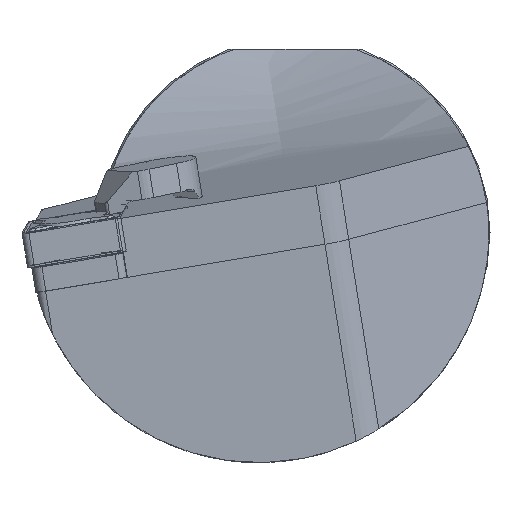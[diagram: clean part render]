
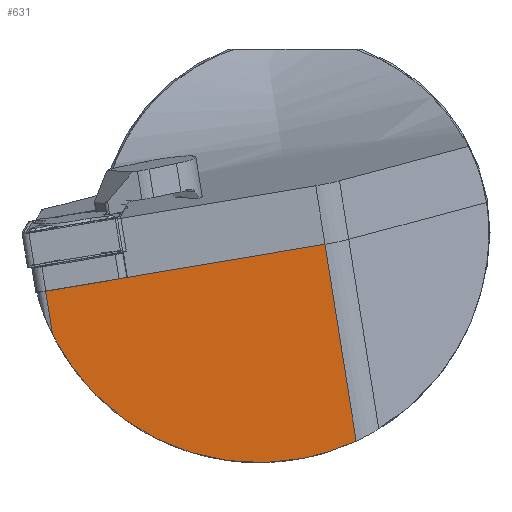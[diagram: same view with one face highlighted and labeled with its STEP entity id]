
A CAD part, left-side view. The second image highlights one B-rep face of the part: STEP entity #631.
In plain terms, the highlighted planar face has unit normal (-0.991, -0.102, -0.089).
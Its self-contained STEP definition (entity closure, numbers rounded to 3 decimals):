
#575=ELLIPSE('',#2712,29.774,29.5);
#631=ADVANCED_FACE('',(#826),#754,.F.);
#754=PLANE('',#2713);
#826=FACE_OUTER_BOUND('',#943,.T.);
#943=EDGE_LOOP('',(#1475,#1476,#1477,#1478,#1479,#1480));
#1073=LINE('',#3553,#1261);
#1089=LINE('',#3612,#1277);
#1090=LINE('',#3614,#1278);
#1091=LINE('',#3616,#1279);
#1092=LINE('',#3620,#1280);
#1261=VECTOR('',#2929,1.);
#1277=VECTOR('',#2957,1.);
#1278=VECTOR('',#2958,1.);
#1279=VECTOR('',#2959,1.);
#1280=VECTOR('',#2962,1.);
#1475=ORIENTED_EDGE('',*,*,#2325,.F.);
#1476=ORIENTED_EDGE('',*,*,#2304,.F.);
#1477=ORIENTED_EDGE('',*,*,#2326,.F.);
#1478=ORIENTED_EDGE('',*,*,#2327,.F.);
#1479=ORIENTED_EDGE('',*,*,#2328,.T.);
#1480=ORIENTED_EDGE('',*,*,#2329,.T.);
#2092=VERTEX_POINT('',#3554);
#2093=VERTEX_POINT('',#3555);
#2109=VERTEX_POINT('',#3613);
#2110=VERTEX_POINT('',#3615);
#2111=VERTEX_POINT('',#3617);
#2112=VERTEX_POINT('',#3619);
#2304=EDGE_CURVE('',#2092,#2093,#1073,.T.);
#2325=EDGE_CURVE('',#2093,#2109,#1089,.T.);
#2326=EDGE_CURVE('',#2110,#2092,#1090,.T.);
#2327=EDGE_CURVE('',#2111,#2110,#1091,.T.);
#2328=EDGE_CURVE('',#2111,#2112,#575,.T.);
#2329=EDGE_CURVE('',#2112,#2109,#1092,.T.);
#2712=AXIS2_PLACEMENT_3D('',#3618,#2960,#2961);
#2713=AXIS2_PLACEMENT_3D('',#3621,#2963,#2964);
#2929=DIRECTION('',(0.086,-0.983,0.165));
#2957=DIRECTION('',(0.086,-0.983,0.165));
#2958=DIRECTION('',(0.086,-0.983,0.165));
#2959=DIRECTION('',(-0.105,0.156,0.982));
#2960=DIRECTION('',(-0.991,-0.102,-0.089));
#2961=DIRECTION('',(-0.135,0.744,0.654));
#2962=DIRECTION('',(-0.105,0.156,0.982));
#2963=DIRECTION('',(0.991,0.102,0.089));
#2964=DIRECTION('',(0.102,-0.995,0.));
#3553=CARTESIAN_POINT('',(-268.821,-21.846,-1.748));
#3554=CARTESIAN_POINT('',(-271.077,3.934,-6.071));
#3555=CARTESIAN_POINT('',(-271.044,3.562,-6.009));
#3612=CARTESIAN_POINT('',(-268.821,-21.846,-1.748));
#3613=CARTESIAN_POINT('',(-268.821,-21.846,-1.748));
#3614=CARTESIAN_POINT('',(-268.821,-21.846,-1.748));
#3615=CARTESIAN_POINT('',(-271.954,13.965,-7.754));
#3616=CARTESIAN_POINT('',(-330.5,101.103,542.416));
#3617=CARTESIAN_POINT('',(-271.358,13.077,-13.358));
#3618=CARTESIAN_POINT('',(-269.827,-13.354,-0.256));
#3619=CARTESIAN_POINT('',(-266.136,-25.843,-26.982));
#3620=CARTESIAN_POINT('',(-327.367,65.292,548.421));
#3621=CARTESIAN_POINT('',(-327.367,65.292,548.421));
